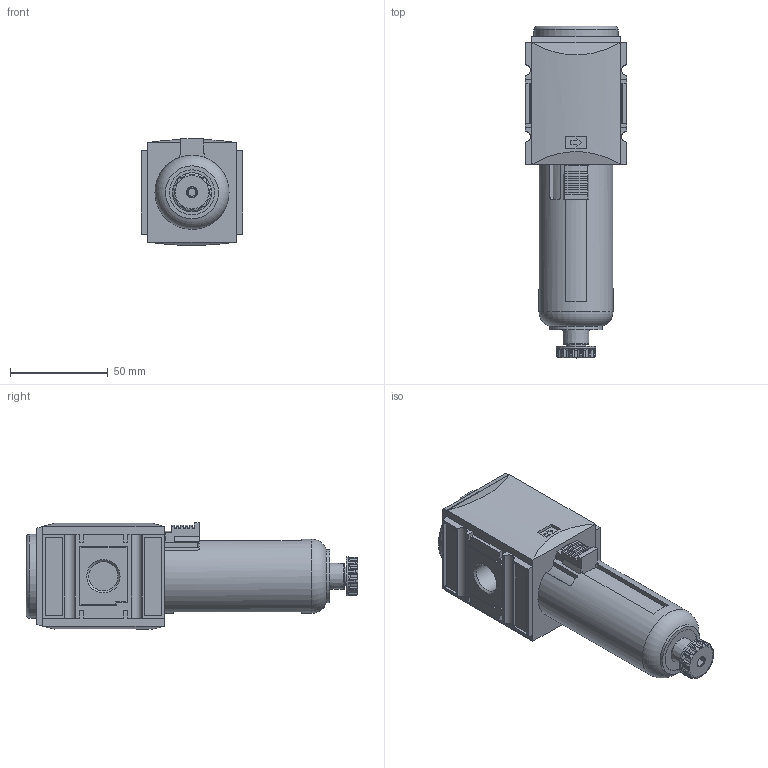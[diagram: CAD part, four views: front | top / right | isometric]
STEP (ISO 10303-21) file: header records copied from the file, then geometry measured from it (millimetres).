
FILE_DESCRIPTION(/* description */ ('STEP AP214'),/* implementation_level */ '2;1');
FILE_NAME(/* name */ '030086',/* time_stamp */ '2023-03-24T12:00:19+01:00',/* author */ ('License CC BY-ND 4.0'),/* organization */ ('CADENAS'),/* preprocessor_version */ 'ST-DEVELOPER v19.3',/* originating_system */ 'PARTsolutions',/* authorisation */ ' ');
FILE_SCHEMA (('AUTOMOTIVE_DESIGN {1 0 10303 214 3 1 1}'));
Length unit declared in the file: millimetre
Products named in the file (3): 030086; FU 852_0; FU 852G 3/8000-1
Assembly tree (2 placements, depth 2):
  030086
    FU 852_0
    FU 852G 3/8000-1
Bounding box: 52 x 169.5 x 54.49 mm (x, y, z)
Volume: 264340.5 mm3; surface area: 38082.8 mm2
Topology: 2 solids, 2 shells, 387 faces, 1028 edges, 676 vertices
Faces by surface type: plane 230, cylinder 129, torus 17, cone 11
Full cylindrical faces by diameter (mm): 4 x1, 8.7 x2, 9.5 x2, 9.728 x1, 14.95 x2, 20 x1, 23 x1, 27 x1, 37.8 x1, 43 x1
Entity records: 14666 total; most frequent: CARTESIAN_POINT 2442, ORIENTED_EDGE 1988, DIRECTION 1878, EDGE_CURVE 994, LINE 670, VECTOR 670, VERTEX_POINT 666, AXIS2_PLACEMENT_3D 604
